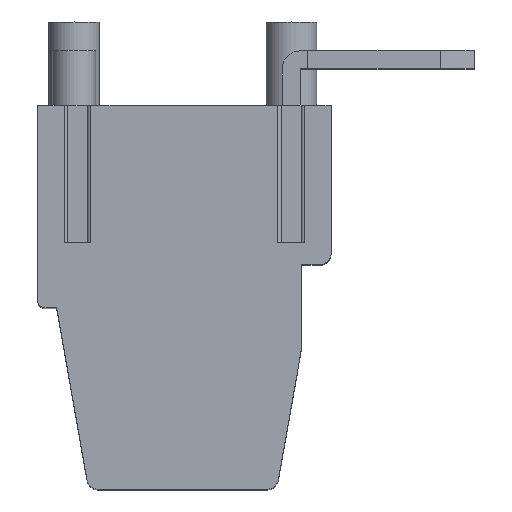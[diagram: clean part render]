
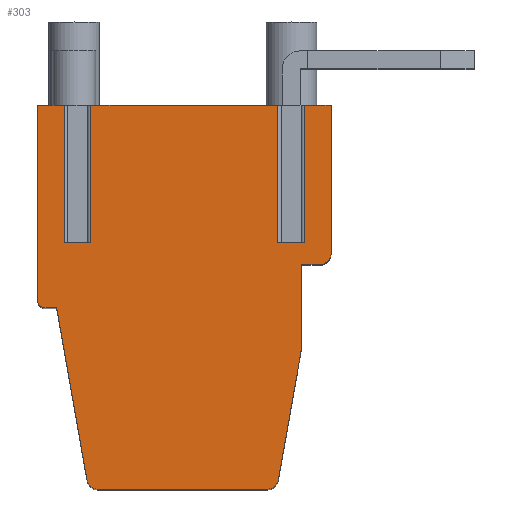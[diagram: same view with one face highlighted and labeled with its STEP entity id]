
A CAD part, top view. The second image highlights one B-rep face of the part: STEP entity #303.
In plain terms, the highlighted planar face has unit normal (0, 0, 1).
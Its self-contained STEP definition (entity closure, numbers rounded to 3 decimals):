
#303 = ADVANCED_FACE( '', ( #751 ), #752, .F. );
#751 = FACE_OUTER_BOUND( '', #1363, .T. );
#752 = PLANE( '', #1364 );
#1363 = EDGE_LOOP( '', ( #2226, #2227, #2228, #2229, #2230, #2231, #2232, #2233, #2234, #2235, #2236, #2237, #2238, #2239, #2240, #2241, #2242, #2243, #2244, #2245, #2246 ) );
#1364 = AXIS2_PLACEMENT_3D( '', #2247, #2248, #2249 );
#2226 = ORIENTED_EDGE( '', *, *, #3875, .T. );
#2227 = ORIENTED_EDGE( '', *, *, #3876, .T. );
#2228 = ORIENTED_EDGE( '', *, *, #3877, .T. );
#2229 = ORIENTED_EDGE( '', *, *, #3878, .T. );
#2230 = ORIENTED_EDGE( '', *, *, #3879, .T. );
#2231 = ORIENTED_EDGE( '', *, *, #3880, .F. );
#2232 = ORIENTED_EDGE( '', *, *, #3881, .T. );
#2233 = ORIENTED_EDGE( '', *, *, #3882, .T. );
#2234 = ORIENTED_EDGE( '', *, *, #3883, .T. );
#2235 = ORIENTED_EDGE( '', *, *, #3823, .F. );
#2236 = ORIENTED_EDGE( '', *, *, #3884, .T. );
#2237 = ORIENTED_EDGE( '', *, *, #3885, .T. );
#2238 = ORIENTED_EDGE( '', *, *, #3860, .T. );
#2239 = ORIENTED_EDGE( '', *, *, #3886, .T. );
#2240 = ORIENTED_EDGE( '', *, *, #3887, .T. );
#2241 = ORIENTED_EDGE( '', *, *, #3888, .F. );
#2242 = ORIENTED_EDGE( '', *, *, #3889, .F. );
#2243 = ORIENTED_EDGE( '', *, *, #3890, .T. );
#2244 = ORIENTED_EDGE( '', *, *, #3891, .T. );
#2245 = ORIENTED_EDGE( '', *, *, #3892, .T. );
#2246 = ORIENTED_EDGE( '', *, *, #3893, .T. );
#2247 = CARTESIAN_POINT( '', ( -197.048, 1.043, -42.5 ) );
#2248 = DIRECTION( '', ( 0., 0., -1. ) );
#2249 = DIRECTION( '', ( 0., -1., 0. ) );
#3823 = EDGE_CURVE( '', #4663, #4659, #4665, .T. );
#3860 = EDGE_CURVE( '', #4721, #4726, #4728, .T. );
#3875 = EDGE_CURVE( '', #4751, #4752, #4753, .T. );
#3876 = EDGE_CURVE( '', #4752, #4754, #4755, .T. );
#3877 = EDGE_CURVE( '', #4754, #4756, #4757, .T. );
#3878 = EDGE_CURVE( '', #4756, #4758, #4759, .F. );
#3879 = EDGE_CURVE( '', #4758, #4760, #4761, .T. );
#3880 = EDGE_CURVE( '', #4762, #4760, #4763, .T. );
#3881 = EDGE_CURVE( '', #4762, #4764, #4765, .T. );
#3882 = EDGE_CURVE( '', #4764, #4766, #4767, .T. );
#3883 = EDGE_CURVE( '', #4766, #4659, #4768, .T. );
#3884 = EDGE_CURVE( '', #4663, #4769, #4770, .T. );
#3885 = EDGE_CURVE( '', #4769, #4721, #4771, .T. );
#3886 = EDGE_CURVE( '', #4726, #4772, #4773, .T. );
#3887 = EDGE_CURVE( '', #4772, #4774, #4775, .T. );
#3888 = EDGE_CURVE( '', #4776, #4774, #4777, .T. );
#3889 = EDGE_CURVE( '', #4778, #4776, #4779, .T. );
#3890 = EDGE_CURVE( '', #4778, #4780, #4781, .T. );
#3891 = EDGE_CURVE( '', #4780, #4782, #4783, .T. );
#3892 = EDGE_CURVE( '', #4782, #4784, #4785, .T. );
#3893 = EDGE_CURVE( '', #4784, #4751, #4786, .F. );
#4659 = VERTEX_POINT( '', #5860 );
#4663 = VERTEX_POINT( '', #5865 );
#4665 = CIRCLE( '', #5868, 0.298 );
#4721 = VERTEX_POINT( '', #5955 );
#4726 = VERTEX_POINT( '', #5962 );
#4728 = LINE( '', #5965, #5966 );
#4751 = VERTEX_POINT( '', #5997 );
#4752 = VERTEX_POINT( '', #5998 );
#4753 = LINE( '', #5999, #6000 );
#4754 = VERTEX_POINT( '', #6001 );
#4755 = LINE( '', #6002, #6003 );
#4756 = VERTEX_POINT( '', #6004 );
#4757 = LINE( '', #6005, #6006 );
#4758 = VERTEX_POINT( '', #6007 );
#4759 = LINE( '', #6008, #6009 );
#4760 = VERTEX_POINT( '', #6010 );
#4761 = LINE( '', #6011, #6012 );
#4762 = VERTEX_POINT( '', #6013 );
#4763 = LINE( '', #6014, #6015 );
#4764 = VERTEX_POINT( '', #6016 );
#4765 = CIRCLE( '', #6017, 0.198 );
#4766 = VERTEX_POINT( '', #6018 );
#4767 = LINE( '', #6019, #6020 );
#4768 = LINE( '', #6021, #6022 );
#4769 = VERTEX_POINT( '', #6023 );
#4770 = LINE( '', #6024, #6025 );
#4771 = CIRCLE( '', #6026, 0.298 );
#4772 = VERTEX_POINT( '', #6027 );
#4773 = LINE( '', #6028, #6029 );
#4774 = VERTEX_POINT( '', #6030 );
#4775 = LINE( '', #6031, #6032 );
#4776 = VERTEX_POINT( '', #6033 );
#4777 = CIRCLE( '', #6034, 0.298 );
#4778 = VERTEX_POINT( '', #6035 );
#4779 = LINE( '', #6036, #6037 );
#4780 = VERTEX_POINT( '', #6038 );
#4781 = LINE( '', #6039, #6040 );
#4782 = VERTEX_POINT( '', #6041 );
#4783 = LINE( '', #6042, #6043 );
#4784 = VERTEX_POINT( '', #6044 );
#4785 = LINE( '', #6045, #6046 );
#4786 = LINE( '', #6047, #6048 );
#5860 = CARTESIAN_POINT( '', ( -199.695, -9.275, -42.5 ) );
#5865 = CARTESIAN_POINT( '', ( -199.398, -9.558, -42.5 ) );
#5868 = AXIS2_PLACEMENT_3D( '', #7099, #7100, #7101 );
#5955 = CARTESIAN_POINT( '', ( -194.401, -9.275, -42.5 ) );
#5962 = CARTESIAN_POINT( '', ( -193.764, -5.661, -42.5 ) );
#5965 = CARTESIAN_POINT( '', ( -194.405, -9.298, -42.5 ) );
#5966 = VECTOR( '', #7132, 1000. );
#5997 = CARTESIAN_POINT( '', ( -194.42, 1.043, -42.5 ) );
#5998 = CARTESIAN_POINT( '', ( -199.58, 1.043, -42.5 ) );
#5999 = CARTESIAN_POINT( '', ( -197.048, 1.043, -42.5 ) );
#6000 = VECTOR( '', #7147, 1000. );
#6001 = CARTESIAN_POINT( '', ( -199.58, -2.757, -42.5 ) );
#6002 = CARTESIAN_POINT( '', ( -199.58, 1.043, -42.5 ) );
#6003 = VECTOR( '', #7148, 1000. );
#6004 = CARTESIAN_POINT( '', ( -200.32, -2.757, -42.5 ) );
#6005 = CARTESIAN_POINT( '', ( -199.63, -2.757, -42.5 ) );
#6006 = VECTOR( '', #7149, 1000. );
#6007 = CARTESIAN_POINT( '', ( -200.32, 1.043, -42.5 ) );
#6008 = CARTESIAN_POINT( '', ( -200.32, 1.043, -42.5 ) );
#6009 = VECTOR( '', #7150, 1000. );
#6010 = CARTESIAN_POINT( '', ( -201.046, 1.043, -42.5 ) );
#6011 = CARTESIAN_POINT( '', ( -197.048, 1.043, -42.5 ) );
#6012 = VECTOR( '', #7151, 1000. );
#6013 = CARTESIAN_POINT( '', ( -201.046, -4.355, -42.5 ) );
#6014 = CARTESIAN_POINT( '', ( -201.046, -4.355, -42.5 ) );
#6015 = VECTOR( '', #7152, 1000. );
#6016 = CARTESIAN_POINT( '', ( -200.848, -4.553, -42.5 ) );
#6017 = AXIS2_PLACEMENT_3D( '', #7153, #7154, #7155 );
#6018 = CARTESIAN_POINT( '', ( -200.527, -4.553, -42.5 ) );
#6019 = CARTESIAN_POINT( '', ( -200.848, -4.553, -42.5 ) );
#6020 = VECTOR( '', #7156, 1000. );
#6021 = CARTESIAN_POINT( '', ( -200.527, -4.553, -42.5 ) );
#6022 = VECTOR( '', #7157, 1000. );
#6023 = CARTESIAN_POINT( '', ( -194.698, -9.558, -42.5 ) );
#6024 = CARTESIAN_POINT( '', ( -199.398, -9.558, -42.5 ) );
#6025 = VECTOR( '', #7158, 1000. );
#6026 = AXIS2_PLACEMENT_3D( '', #7159, #7160, #7161 );
#6027 = CARTESIAN_POINT( '', ( -193.764, -3.353, -42.5 ) );
#6028 = CARTESIAN_POINT( '', ( -193.764, -5.661, -42.5 ) );
#6029 = VECTOR( '', #7162, 1000. );
#6030 = CARTESIAN_POINT( '', ( -193.248, -3.353, -42.5 ) );
#6031 = CARTESIAN_POINT( '', ( -193.764, -3.353, -42.5 ) );
#6032 = VECTOR( '', #7163, 1000. );
#6033 = CARTESIAN_POINT( '', ( -192.95, -3.055, -42.5 ) );
#6034 = AXIS2_PLACEMENT_3D( '', #7164, #7165, #7166 );
#6035 = CARTESIAN_POINT( '', ( -192.95, 1.043, -42.5 ) );
#6036 = CARTESIAN_POINT( '', ( -192.95, 1.043, -42.5 ) );
#6037 = VECTOR( '', #7167, 1000. );
#6038 = CARTESIAN_POINT( '', ( -193.68, 1.043, -42.5 ) );
#6039 = CARTESIAN_POINT( '', ( -197.048, 1.043, -42.5 ) );
#6040 = VECTOR( '', #7168, 1000. );
#6041 = CARTESIAN_POINT( '', ( -193.68, -2.757, -42.5 ) );
#6042 = CARTESIAN_POINT( '', ( -193.68, 1.043, -42.5 ) );
#6043 = VECTOR( '', #7169, 1000. );
#6044 = CARTESIAN_POINT( '', ( -194.42, -2.757, -42.5 ) );
#6045 = CARTESIAN_POINT( '', ( -193.73, -2.757, -42.5 ) );
#6046 = VECTOR( '', #7170, 1000. );
#6047 = CARTESIAN_POINT( '', ( -194.42, 1.043, -42.5 ) );
#6048 = VECTOR( '', #7171, 1000. );
#7099 = CARTESIAN_POINT( '', ( -199.398, -9.26, -42.5 ) );
#7100 = DIRECTION( '', ( 0., 0., -1. ) );
#7101 = DIRECTION( '', ( 0., -1., 0. ) );
#7132 = DIRECTION( '', ( 0.174, 0.985, 0. ) );
#7147 = DIRECTION( '', ( -1., 0., 0. ) );
#7148 = DIRECTION( '', ( 0., -1., 0. ) );
#7149 = DIRECTION( '', ( -1., 0., 0. ) );
#7150 = DIRECTION( '', ( 0., -1., 0. ) );
#7151 = DIRECTION( '', ( -1., 0., 0. ) );
#7152 = DIRECTION( '', ( 0., 1., 0. ) );
#7153 = CARTESIAN_POINT( '', ( -200.848, -4.355, -42.5 ) );
#7154 = DIRECTION( '', ( 0., 0., 1. ) );
#7155 = DIRECTION( '', ( -1., 0., 0. ) );
#7156 = DIRECTION( '', ( 1., 0., 0. ) );
#7157 = DIRECTION( '', ( 0.174, -0.985, 0. ) );
#7158 = DIRECTION( '', ( 1., 0., 0. ) );
#7159 = CARTESIAN_POINT( '', ( -194.698, -9.26, -42.5 ) );
#7160 = DIRECTION( '', ( 0., 0., 1. ) );
#7161 = DIRECTION( '', ( 0., -1., 0. ) );
#7162 = DIRECTION( '', ( 0., 1., 0. ) );
#7163 = DIRECTION( '', ( 1., 0., 0. ) );
#7164 = CARTESIAN_POINT( '', ( -193.248, -3.055, -42.5 ) );
#7165 = DIRECTION( '', ( 0., 0., -1. ) );
#7166 = DIRECTION( '', ( 1., 0., 0. ) );
#7167 = DIRECTION( '', ( 0., -1., 0. ) );
#7168 = DIRECTION( '', ( -1., 0., 0. ) );
#7169 = DIRECTION( '', ( 0., -1., 0. ) );
#7170 = DIRECTION( '', ( -1., 0., 0. ) );
#7171 = DIRECTION( '', ( 0., -1., 0. ) );
